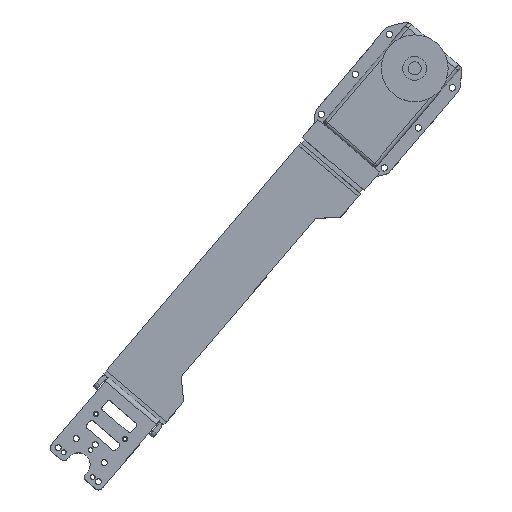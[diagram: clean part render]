
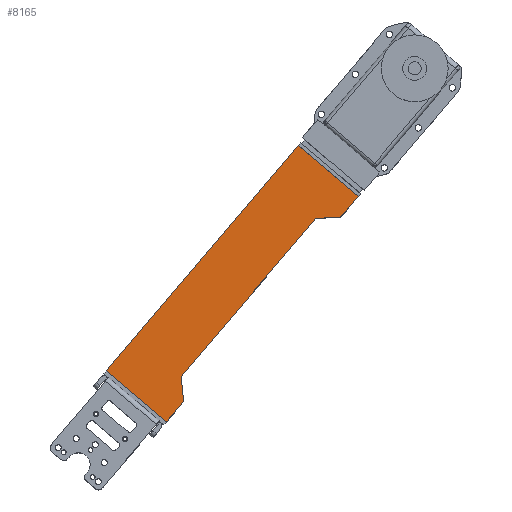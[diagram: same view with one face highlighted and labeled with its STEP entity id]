
A CAD part, top view. The second image highlights one B-rep face of the part: STEP entity #8165.
In plain terms, the highlighted planar face has unit normal (0, 0, 1).
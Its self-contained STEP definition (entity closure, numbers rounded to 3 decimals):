
#127 = CARTESIAN_POINT ( 'NONE',  ( 138.598, 201.117, 117.195 ) ) ;
#865 = VECTOR ( 'NONE', #18765, 1000. ) ;
#929 = AXIS2_PLACEMENT_3D ( 'NONE', #18486, #14668, #22226 ) ;
#1342 = CARTESIAN_POINT ( 'NONE',  ( 120.701, 231.033, 117.195 ) ) ;
#2402 = ORIENTED_EDGE ( 'NONE', *, *, #19728, .F. ) ;
#2932 = VERTEX_POINT ( 'NONE', #127 ) ;
#3503 = CARTESIAN_POINT ( 'NONE',  ( 52.917, 125.952, 117.195 ) ) ;
#3588 = CARTESIAN_POINT ( 'NONE',  ( 105.665, 162.438, 117.195 ) ) ;
#3845 = VERTEX_POINT ( 'NONE', #23392 ) ;
#4099 = LINE ( 'NONE', #3588, #865 ) ;
#4525 = DIRECTION ( 'NONE',  ( -0.648, -0.761, 0. ) ) ;
#4832 = VERTEX_POINT ( 'NONE', #8669 ) ;
#5545 = VECTOR ( 'NONE', #4525, 1000. ) ;
#5590 = EDGE_CURVE ( 'NONE', #2932, #14447, #16693, .T. ) ;
#5823 = DIRECTION ( 'NONE',  ( 0.648, 0.761, 0. ) ) ;
#5878 = DIRECTION ( 'NONE',  ( -0.761, 0.648, 0. ) ) ;
#6610 = CARTESIAN_POINT ( 'NONE',  ( 138.598, 201.117, 117.195 ) ) ;
#7296 = LINE ( 'NONE', #17177, #9083 ) ;
#8053 = CARTESIAN_POINT ( 'NONE',  ( 145.843, 209.626, 117.195 ) ) ;
#8165 = ADVANCED_FACE ( 'NONE', ( #18047 ), #10667, .T. ) ;
#8609 = EDGE_CURVE ( 'NONE', #2932, #3845, #9106, .T. ) ;
#8660 = EDGE_CURVE ( 'NONE', #21412, #22553, #18591, .T. ) ;
#8669 = CARTESIAN_POINT ( 'NONE',  ( 72.733, 123.758, 117.195 ) ) ;
#9083 = VECTOR ( 'NONE', #5878, 1000. ) ;
#9106 = LINE ( 'NONE', #6610, #23687 ) ;
#9453 = DIRECTION ( 'NONE',  ( 0.761, -0.648, 0. ) ) ;
#9517 = ORIENTED_EDGE ( 'NONE', *, *, #19571, .T. ) ;
#9831 = ORIENTED_EDGE ( 'NONE', *, *, #5590, .T. ) ;
#10667 = PLANE ( 'NONE',  #929 ) ;
#10967 = DIRECTION ( 'NONE',  ( -0.648, -0.761, 0. ) ) ;
#11245 = VERTEX_POINT ( 'NONE', #24595 ) ;
#11584 = ORIENTED_EDGE ( 'NONE', *, *, #16305, .F. ) ;
#12308 = DIRECTION ( 'NONE',  ( -0.998, -0.063, 0. ) ) ;
#12367 = EDGE_CURVE ( 'NONE', #14447, #24599, #7296, .T. ) ;
#12556 = ORIENTED_EDGE ( 'NONE', *, *, #16923, .T. ) ;
#12951 = LINE ( 'NONE', #23566, #5545 ) ;
#13298 = ORIENTED_EDGE ( 'NONE', *, *, #8609, .F. ) ;
#13535 = VECTOR ( 'NONE', #9453, 1000. ) ;
#13618 = ORIENTED_EDGE ( 'NONE', *, *, #12367, .T. ) ;
#14152 = CARTESIAN_POINT ( 'NONE',  ( 40.346, 136.655, 117.195 ) ) ;
#14447 = VERTEX_POINT ( 'NONE', #8053 ) ;
#14505 = LINE ( 'NONE', #14646, #18683 ) ;
#14646 = CARTESIAN_POINT ( 'NONE',  ( 128.021, 200.448, 117.195 ) ) ;
#14668 = DIRECTION ( 'NONE',  ( 0., 0., 1. ) ) ;
#15225 = DIRECTION ( 'NONE',  ( 0.097, -0.995, 0. ) ) ;
#15904 = EDGE_LOOP ( 'NONE', ( #2402, #11584, #13298, #9831, #13618, #9517, #20784, #12556 ) ) ;
#16305 = EDGE_CURVE ( 'NONE', #3845, #11245, #14505, .T. ) ;
#16693 = LINE ( 'NONE', #22696, #22936 ) ;
#16726 = CARTESIAN_POINT ( 'NONE',  ( 71.706, 134.307, 117.195 ) ) ;
#16923 = EDGE_CURVE ( 'NONE', #22553, #4832, #4099, .T. ) ;
#17177 = CARTESIAN_POINT ( 'NONE',  ( 133.272, 220.329, 117.195 ) ) ;
#18046 = VECTOR ( 'NONE', #15225, 1000. ) ;
#18047 = FACE_OUTER_BOUND ( 'NONE', #15904, .T. ) ;
#18486 = CARTESIAN_POINT ( 'NONE',  ( 120.701, 231.033, 117.195 ) ) ;
#18591 = LINE ( 'NONE', #3503, #13535 ) ;
#18683 = VECTOR ( 'NONE', #10967, 1000. ) ;
#18765 = DIRECTION ( 'NONE',  ( 0.648, 0.761, 0. ) ) ;
#19571 = EDGE_CURVE ( 'NONE', #24599, #21412, #12951, .T. ) ;
#19728 = EDGE_CURVE ( 'NONE', #11245, #4832, #20697, .T. ) ;
#20697 = LINE ( 'NONE', #16726, #18046 ) ;
#20784 = ORIENTED_EDGE ( 'NONE', *, *, #8660, .T. ) ;
#21412 = VERTEX_POINT ( 'NONE', #14152 ) ;
#22226 = DIRECTION ( 'NONE',  ( -0.648, -0.761, 0. ) ) ;
#22553 = VERTEX_POINT ( 'NONE', #23488 ) ;
#22696 = CARTESIAN_POINT ( 'NONE',  ( 105.665, 162.438, 117.195 ) ) ;
#22936 = VECTOR ( 'NONE', #5823, 1000. ) ;
#23392 = CARTESIAN_POINT ( 'NONE',  ( 128.021, 200.448, 117.195 ) ) ;
#23488 = CARTESIAN_POINT ( 'NONE',  ( 65.488, 115.249, 117.195 ) ) ;
#23566 = CARTESIAN_POINT ( 'NONE',  ( 80.524, 183.844, 117.195 ) ) ;
#23687 = VECTOR ( 'NONE', #12308, 1000. ) ;
#24595 = CARTESIAN_POINT ( 'NONE',  ( 71.706, 134.307, 117.195 ) ) ;
#24599 = VERTEX_POINT ( 'NONE', #1342 ) ;
